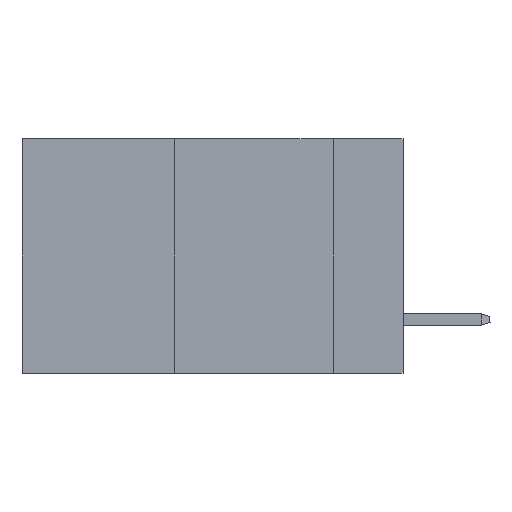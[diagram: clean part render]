
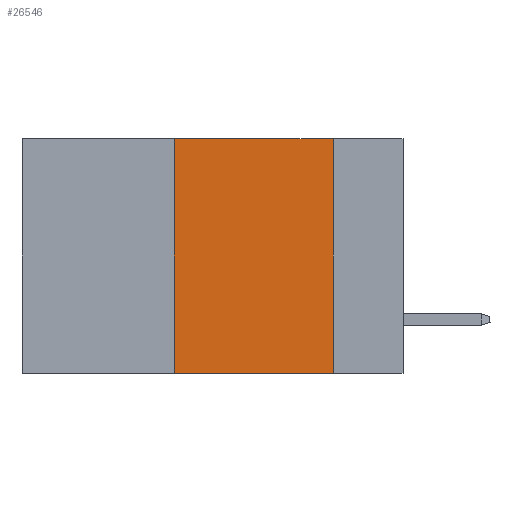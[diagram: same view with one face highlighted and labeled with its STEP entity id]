
A CAD part, left-side view. The second image highlights one B-rep face of the part: STEP entity #26546.
In plain terms, the highlighted planar face has unit normal (-1, 0, 0).
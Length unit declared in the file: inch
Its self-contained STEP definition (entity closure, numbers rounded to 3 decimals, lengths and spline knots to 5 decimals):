
#328 = ORIENTED_EDGE ( 'NONE', *, *, #28850, .F. ) ;
#1359 = CARTESIAN_POINT ( 'NONE',  ( 0., 0.11, 0. ) ) ;
#2493 = CARTESIAN_POINT ( 'NONE',  ( 0., 0.36, 0. ) ) ;
#2906 = EDGE_CURVE ( 'NONE', #16729, #20856, #20568, .T. ) ;
#2943 = VECTOR ( 'NONE', #11728, 39.37008 ) ;
#5521 = VECTOR ( 'NONE', #33336, 39.37008 ) ;
#5586 = CARTESIAN_POINT ( 'NONE',  ( 0., 0.6, 0. ) ) ;
#5949 = CARTESIAN_POINT ( 'NONE',  ( 0., 0.6, -0.37 ) ) ;
#7788 = EDGE_CURVE ( 'NONE', #16729, #21728, #21234, .T. ) ;
#10349 = CARTESIAN_POINT ( 'NONE',  ( 0., 0.11, -0.37 ) ) ;
#11728 = DIRECTION ( 'NONE',  ( 0., 0., -1. ) ) ;
#12067 = ORIENTED_EDGE ( 'NONE', *, *, #12090, .F. ) ;
#12090 = EDGE_CURVE ( 'NONE', #21728, #25502, #23823, .T. ) ;
#14254 = DIRECTION ( 'NONE',  ( 0., -1., 0. ) ) ;
#16729 = VERTEX_POINT ( 'NONE', #18400 ) ;
#17190 = VECTOR ( 'NONE', #17682, 39.37008 ) ;
#17682 = DIRECTION ( 'NONE',  ( 0., -1., 0. ) ) ;
#18012 = ORIENTED_EDGE ( 'NONE', *, *, #7788, .F. ) ;
#18400 = CARTESIAN_POINT ( 'NONE',  ( 0., 0.36, -0.37 ) ) ;
#19547 = FACE_OUTER_BOUND ( 'NONE', #23199, .T. ) ;
#20568 = LINE ( 'NONE', #5949, #17190 ) ;
#20856 = VERTEX_POINT ( 'NONE', #10349 ) ;
#21234 = LINE ( 'NONE', #36412, #5521 ) ;
#21728 = VERTEX_POINT ( 'NONE', #2493 ) ;
#23199 = EDGE_LOOP ( 'NONE', ( #328, #12067, #18012, #33029 ) ) ;
#23823 = LINE ( 'NONE', #5586, #37558 ) ;
#25035 = AXIS2_PLACEMENT_3D ( 'NONE', #28368, #25487, #37204 ) ;
#25487 = DIRECTION ( 'NONE',  ( 1., 0., 0. ) ) ;
#25502 = VERTEX_POINT ( 'NONE', #1359 ) ;
#26546 = ADVANCED_FACE ( 'NONE', ( #19547 ), #37388, .F. ) ;
#28368 = CARTESIAN_POINT ( 'NONE',  ( 0., 0.6, 0. ) ) ;
#28850 = EDGE_CURVE ( 'NONE', #25502, #20856, #34970, .T. ) ;
#32092 = CARTESIAN_POINT ( 'NONE',  ( 0., 0.11, 0. ) ) ;
#33029 = ORIENTED_EDGE ( 'NONE', *, *, #2906, .T. ) ;
#33336 = DIRECTION ( 'NONE',  ( 0., 0., 1. ) ) ;
#34970 = LINE ( 'NONE', #32092, #2943 ) ;
#36412 = CARTESIAN_POINT ( 'NONE',  ( 0., 0.36, 0. ) ) ;
#37204 = DIRECTION ( 'NONE',  ( 0., 0., -1. ) ) ;
#37388 = PLANE ( 'NONE',  #25035 ) ;
#37558 = VECTOR ( 'NONE', #14254, 39.37008 ) ;
